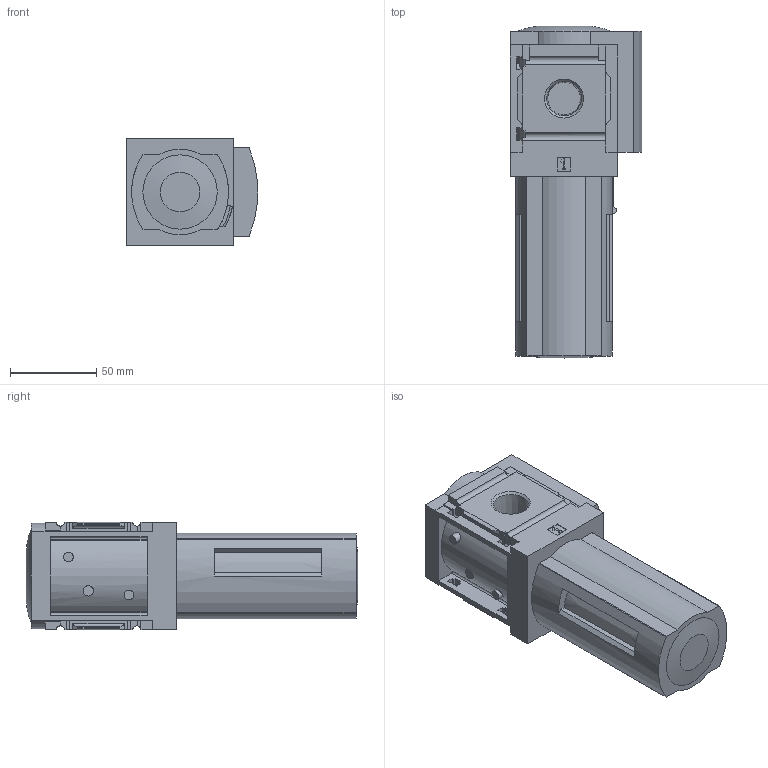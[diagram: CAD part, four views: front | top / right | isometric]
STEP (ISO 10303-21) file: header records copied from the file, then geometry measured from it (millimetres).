
FILE_DESCRIPTION(/* description */ ('STEP AP214'),/* implementation_level */ '2;1');
FILE_NAME(/* name */ '531921_MS6N-LFX-1_2-R',/* time_stamp */ '2024-09-11T14:55:53+02:00',/* author */ ('License CC BY-ND 4.0'),/* organization */ ('CADENAS'),/* preprocessor_version */ 'ST-DEVELOPER v19.3',/* originating_system */ 'PARTsolutions',/* authorisation */ ' ');
FILE_SCHEMA (('AUTOMOTIVE_DESIGN {1 0 10303 214 3 1 1}'));
Length unit declared in the file: millimetre
Products named in the file (2): 531921 MS6N-LFX-1/2-R; 527673 MS6N-LFX-1/2-R0
Assembly tree (1 placements, depth 2):
  531921 MS6N-LFX-1/2-R
    527673 MS6N-LFX-1/2-R0
Bounding box: 75.8 x 192 x 62 mm (x, y, z)
Volume: 566637.2 mm3; surface area: 56602.1 mm2
Topology: 1 solids, 1 shells, 213 faces, 591 edges, 391 vertices
Faces by surface type: plane 162, cylinder 39, cone 8, torus 3, sphere 1
Full cylindrical faces by diameter (mm): 5.5 x2
Entity records: 8284 total; most frequent: CARTESIAN_POINT 1257, ORIENTED_EDGE 1160, DIRECTION 1099, EDGE_CURVE 580, LINE 459, VECTOR 459, VERTEX_POINT 388, AXIS2_PLACEMENT_3D 320
